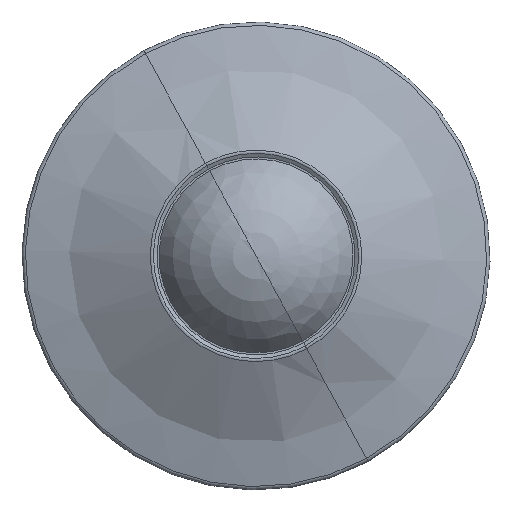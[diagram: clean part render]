
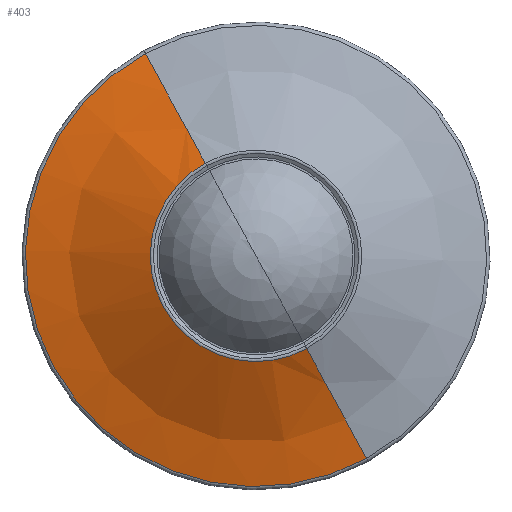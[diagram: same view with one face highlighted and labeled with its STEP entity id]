
A CAD part, top view. The second image highlights one B-rep face of the part: STEP entity #403.
In plain terms, the highlighted face is a revolution surface.
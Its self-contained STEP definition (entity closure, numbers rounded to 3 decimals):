
#305=CARTESIAN_POINT('Vertex',(-11.678,21.377,62.429)) ;
#312=CARTESIAN_POINT('Vertex',(11.678,-21.377,62.429)) ;
#344=CARTESIAN_POINT('Axis2P3D Location',(0.,0.,62.429)) ;
#357=CARTESIAN_POINT('Control Point',(11.599,-21.232,62.538)) ;
#358=CARTESIAN_POINT('Control Point',(14.742,-26.986,58.199)) ;
#359=CARTESIAN_POINT('Control Point',(18.16,-33.242,54.724)) ;
#360=CARTESIAN_POINT('Control Point',(21.769,-39.848,52.228)) ;
#361=CARTESIAN_POINT('Control Point',(25.471,-46.624,50.752)) ;
#362=CARTESIAN_POINT('Axis1P Location',(0.,0.,128.811)) ;
#366=CARTESIAN_POINT('Axis2P3D Location',(32.629,-59.726,128.811)) ;
#370=CARTESIAN_POINT('Vertex',(25.471,-46.624,50.752)) ;
#377=CARTESIAN_POINT('Vertex',(-25.471,46.624,50.752)) ;
#380=CARTESIAN_POINT('Axis2P3D Location',(-32.629,59.726,128.811)) ;
#392=CARTESIAN_POINT('Axis2P3D Location',(0.,0.,50.752)) ;
#345=DIRECTION('Axis2P3D Direction',(0.,0.,1.)) ;
#363=DIRECTION('Axis1P Direction',(-0.,-0.,-1.)) ;
#367=DIRECTION('Axis2P3D Direction',(-0.878,-0.479,0.)) ;
#381=DIRECTION('Axis2P3D Direction',(0.878,0.479,-0.)) ;
#393=DIRECTION('Axis2P3D Direction',(0.,0.,1.)) ;
#346=AXIS2_PLACEMENT_3D('Circle Axis2P3D',#344,#345,$) ;
#368=AXIS2_PLACEMENT_3D('Circle Axis2P3D',#366,#367,$) ;
#382=AXIS2_PLACEMENT_3D('Circle Axis2P3D',#380,#381,$) ;
#394=AXIS2_PLACEMENT_3D('Circle Axis2P3D',#392,#393,$) ;
#398=ORIENTED_EDGE('',*,*,#348,.T.) ;
#399=ORIENTED_EDGE('',*,*,#384,.T.) ;
#400=ORIENTED_EDGE('',*,*,#396,.T.) ;
#401=ORIENTED_EDGE('',*,*,#372,.F.) ;
#403=ADVANCED_FACE('Body.3',(#402),#365,.T.) ;
#364=AXIS1_PLACEMENT('Revolution Surface Axis1P',#362,#363) ;
#356=B_SPLINE_CURVE_WITH_KNOTS('',4,(#357,#358,#359,#360,#361),.UNSPECIFIED.,.F.,.U.,(5,5),(-171.304,-139.857),.UNSPECIFIED.) ;
#347=CIRCLE('generated circle',#346,24.359) ;
#369=CIRCLE('generated circle',#368,79.474) ;
#383=CIRCLE('generated circle',#382,79.474) ;
#395=CIRCLE('generated circle',#394,53.128) ;
#348=EDGE_CURVE('',#313,#306,#347,.F.) ;
#372=EDGE_CURVE('',#313,#371,#369,.T.) ;
#384=EDGE_CURVE('',#306,#378,#383,.T.) ;
#396=EDGE_CURVE('',#378,#371,#395,.T.) ;
#397=EDGE_LOOP('',(#398,#399,#400,#401)) ;
#402=FACE_OUTER_BOUND('',#397,.T.) ;
#365=SURFACE_OF_REVOLUTION('homeo Torus',#356,#364) ;
#306=VERTEX_POINT('',#305) ;
#313=VERTEX_POINT('',#312) ;
#371=VERTEX_POINT('',#370) ;
#378=VERTEX_POINT('',#377) ;
